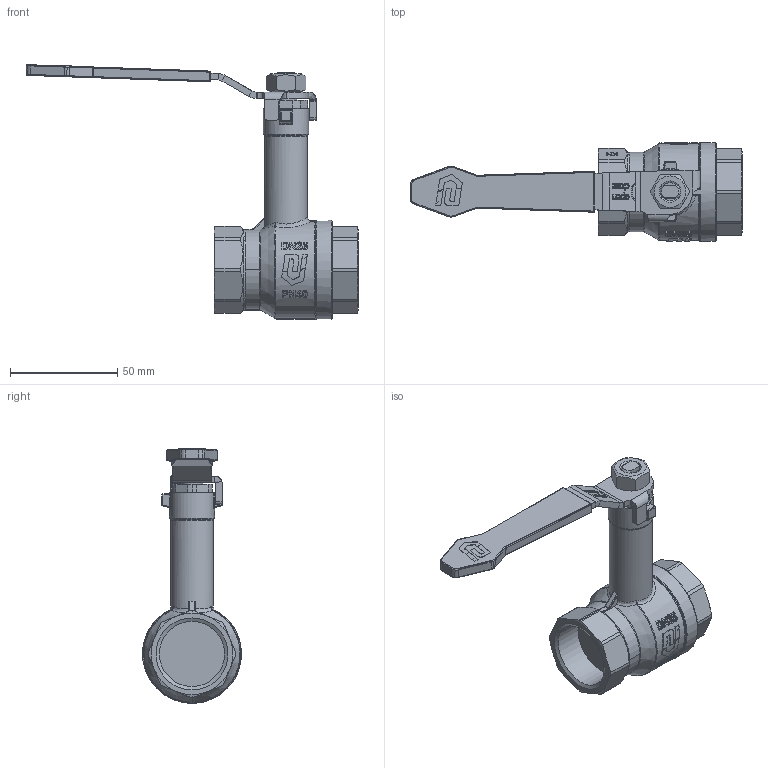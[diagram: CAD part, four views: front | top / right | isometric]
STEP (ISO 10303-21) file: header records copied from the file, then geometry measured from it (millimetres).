
FILE_DESCRIPTION(('HOOPS Exchange Step'),'2;1');
FILE_NAME('GK11_DN25.stp','2025-12-04T13:40:24+01:00',('nieru'),('Unknown organisation'),'HOOPS Exchange 2024.2','HOOPS Exchange','Unknown authorisation');
FILE_SCHEMA( ('AP203_CONFIGURATION_CONTROLLED_3D_DESIGN_OF_MECHANICAL_PARTS_AND_ASSEMBLIES_MIM_LF') );
Length unit declared in the file: millimetre
Products named in the file (2): 0; root
Assembly tree (1 placements, depth 2):
  root
    0
Bounding box: 154.52 x 46 x 118.52 mm (x, y, z)
Volume: 102157.3 mm3; surface area: 26023.2 mm2
Topology: 1 solids, 1 shells, 920 faces, 2467 edges, 1604 vertices
Faces by surface type: plane 326, bspline 290, cylinder 204, cone 55, torus 29, sphere 16
Full cylindrical faces by diameter (mm): 10 x1, 20 x1, 21 x1, 30.291 x2, 46 x1
Entity records: 37793 total; most frequent: CARTESIAN_POINT 17394, ORIENTED_EDGE 4930, DIRECTION 2993, EDGE_CURVE 2465, VERTEX_POINT 1604, AXIS2_PLACEMENT_3D 1065, B_SPLINE_CURVE_WITH_KNOTS 1017, EDGE_LOOP 977
